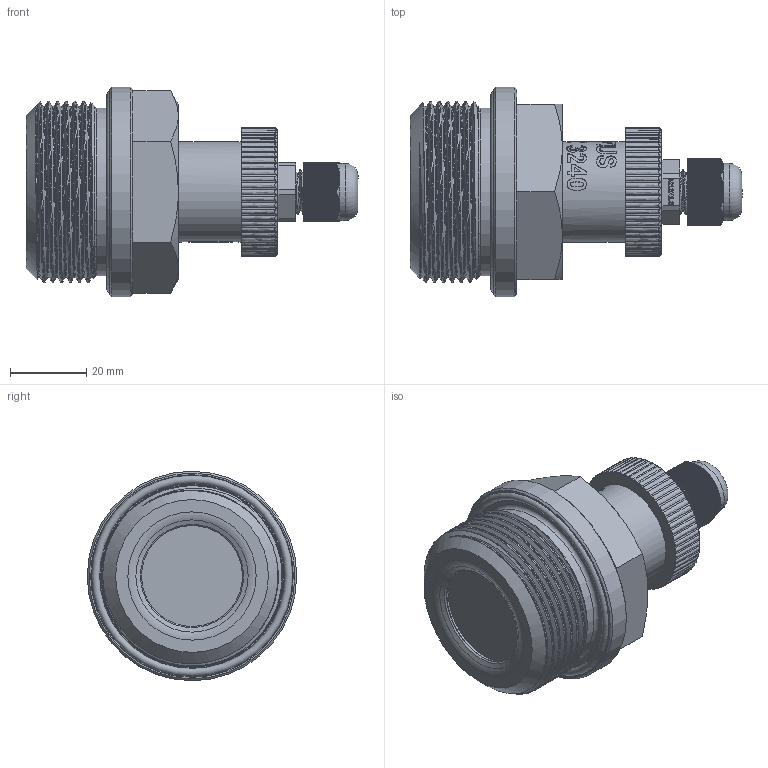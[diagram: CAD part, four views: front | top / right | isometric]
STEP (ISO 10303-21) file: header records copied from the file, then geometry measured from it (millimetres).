
FILE_DESCRIPTION(/* description */ (''),/* implementation_level */ '2;1');
FILE_NAME(/* name */ 'APZ3240_G1-1''2DIN-steel_CableGland.step',/* time_stamp */ '2021-06-24T16:44:53+03:00',/* author */ (''),/* organization */ (''),/* preprocessor_version */ 'ST-DEVELOPER v18.1',/* originating_system */ 'Autodesk Translation Framework v10.9.0.1377',/* authorisation */ '');
FILE_SCHEMA (('AUTOMOTIVE_DESIGN { 1 0 10303 214 3 1 1 }'));
Products named in the file (9): апз 3240 заполненый; OMAL nut M27x1.5 v8; M12x1.5 Cable gland v4; Cable gland; Rubber gasket; M12 Domed nut; Ш100.000.001 v4; G1-1'2 DIN steel; Shell
Assembly tree (7 placements, depth 3):
  апз 3240 заполненый
    OMAL nut M27x1.5 v8
    M12x1.5 Cable gland v4
      Cable gland
      Rubber gasket
      M12 Domed nut
    Ш100.000.001 v4
    Shell
  G1-1'2 DIN steel
Bounding box: 87.15 x 55 x 55 mm (x, y, z)
Volume: 100294.8 mm3; surface area: 29561 mm2
Topology: 8 solids, 8 shells, 2715 faces, 7955 edges, 5306 vertices
Faces by surface type: plane 1487, cylinder 784, bspline 402, cone 25, torus 16, sphere 1
Full cylindrical faces by diameter (mm): 1 x6, 7.5 x1, 8 x1, 9.976 x5, 10 x6, 10.376 x4, 10.526 x3, 11.6 x4, 12 x5, 12.203 x3, 12.6 x1, 15 x1, 17 x1, 21.4 x2, 22.3 x1, 24.5 x1, 25.132 x3, 25.526 x4, 26.5 x5, 27.208 x5, 33.8 x1, 34.737 x4, 35.884 x3, 36.5 x1, 40 x2, 44 x1, 44.845 x6, 48.6 x1, 52.8 x1, 55 x1
Entity records: 118378 total; most frequent: CARTESIAN_POINT 49363, ORIENTED_EDGE 15910, DIRECTION 12442, EDGE_CURVE 7955, VERTEX_POINT 5306, LINE 4294, VECTOR 4294, AXIS2_PLACEMENT_3D 4074
